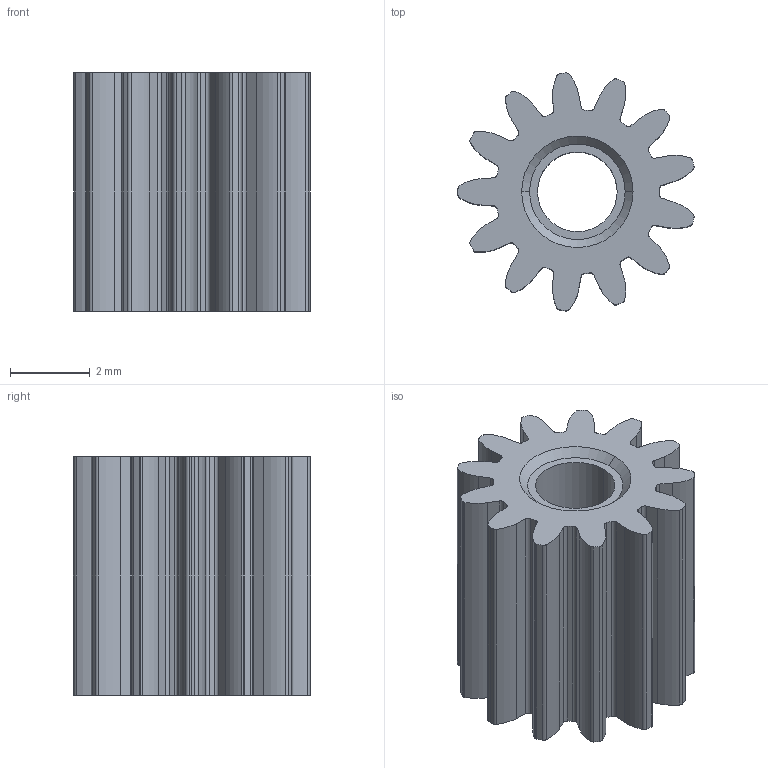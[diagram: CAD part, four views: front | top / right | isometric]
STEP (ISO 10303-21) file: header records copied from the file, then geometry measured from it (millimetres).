
FILE_DESCRIPTION (( 'STEP AP203' ), '1' );
FILE_NAME ('Gear00712.step', '2018-04-19T05:20:27', ( '' ), ( '' ), 'SwSTEP 2.0', 'SolidWorks 2012', '' );
FILE_SCHEMA (( 'CONFIG_CONTROL_DESIGN' ));
Length unit declared in the file: millimetre
Products named in the file (1): Gear00712
Bounding box: 5.93 x 5.97 x 6 mm (x, y, z)
Volume: 103.6 mm3; surface area: 266.2 mm2
Topology: 1 solids, 1 shells, 151 faces, 441 edges, 294 vertices
Faces by surface type: cylinder 91, plane 30, bspline 26, cone 4
Entity records: 5426 total; most frequent: CARTESIAN_POINT 1329, ORIENTED_EDGE 882, DIRECTION 831, EDGE_CURVE 441, AXIS2_PLACEMENT_3D 316, VERTEX_POINT 294, VECTOR 199, LINE 199
